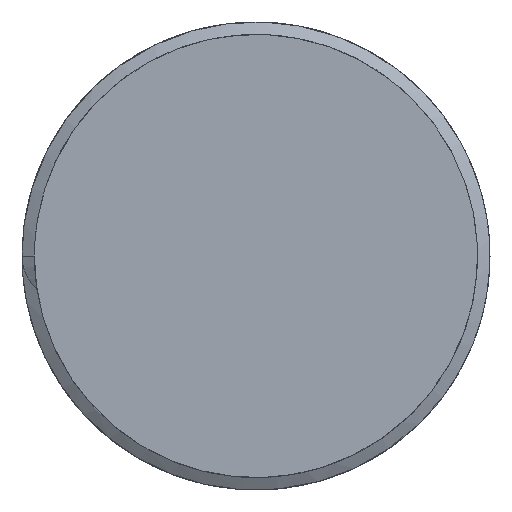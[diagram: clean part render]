
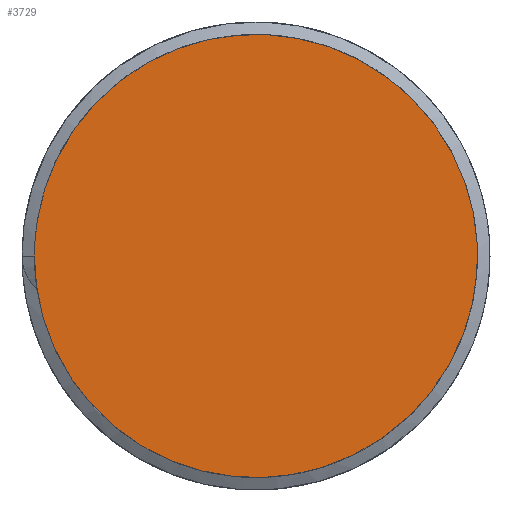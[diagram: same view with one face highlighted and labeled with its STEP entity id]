
A CAD part, left-side view. The second image highlights one B-rep face of the part: STEP entity #3729.
In plain terms, the highlighted free-form (B-spline) face has degree [1, 1] with [2, 2] control points.
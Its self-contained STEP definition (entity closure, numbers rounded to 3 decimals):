
#3694=CARTESIAN_POINT('',(0.,13.9,0.));
#3695=VERTEX_POINT('',#3694);
#3706=CARTESIAN_POINT('',(0.,13.9,0.));
#3707=CARTESIAN_POINT('',(0.,13.9,-13.9));
#3708=CARTESIAN_POINT('',(0.,0.,-13.9));
#3709=CARTESIAN_POINT('',(0.,-13.9,-13.9));
#3710=CARTESIAN_POINT('',(0.,-13.9,0.));
#3711=CARTESIAN_POINT('',(0.,-13.9,13.9));
#3712=CARTESIAN_POINT('',(0.,0.,13.9));
#3713=CARTESIAN_POINT('',(0.,13.9,13.9));
#3714=CARTESIAN_POINT('',(0.,13.9,0.));
#3715=(BOUNDED_CURVE()B_SPLINE_CURVE(2,(#3706,#3707,#3708,#3709,#3710,#3711,#3712,#3713,#3714),.CIRCULAR_ARC.,.T.,.U.)B_SPLINE_CURVE_WITH_KNOTS((3,2,2,2,3),(0.,0.25,0.5,0.75,1.),.UNSPECIFIED.)CURVE()GEOMETRIC_REPRESENTATION_ITEM()RATIONAL_B_SPLINE_CURVE((1.,0.707,1.,0.707,1.,0.707,1.,0.707,1.))REPRESENTATION_ITEM(''));
#3716=EDGE_CURVE('',#3695,#3695,#3715,.T.);
#3721=CARTESIAN_POINT('',(0.,-41.7,41.7));
#3722=CARTESIAN_POINT('',(0.,-41.7,-41.7));
#3723=CARTESIAN_POINT('',(0.,41.7,41.7));
#3724=CARTESIAN_POINT('',(0.,41.7,-41.7));
#3725=B_SPLINE_SURFACE_WITH_KNOTS('',1,1,((#3721,#3722),(#3723,#3724)),.PLANE_SURF.,.F.,.F.,.U.,(2,2),(2,2),(-1.,2.),(-1.,2.),.UNSPECIFIED.);
#3726=ORIENTED_EDGE('',*,*,#3716,.T.);
#3727=EDGE_LOOP('',(#3726));
#3728=FACE_OUTER_BOUND('',#3727,.T.);
#3729=ADVANCED_FACE('',(#3728),#3725,.T.);
